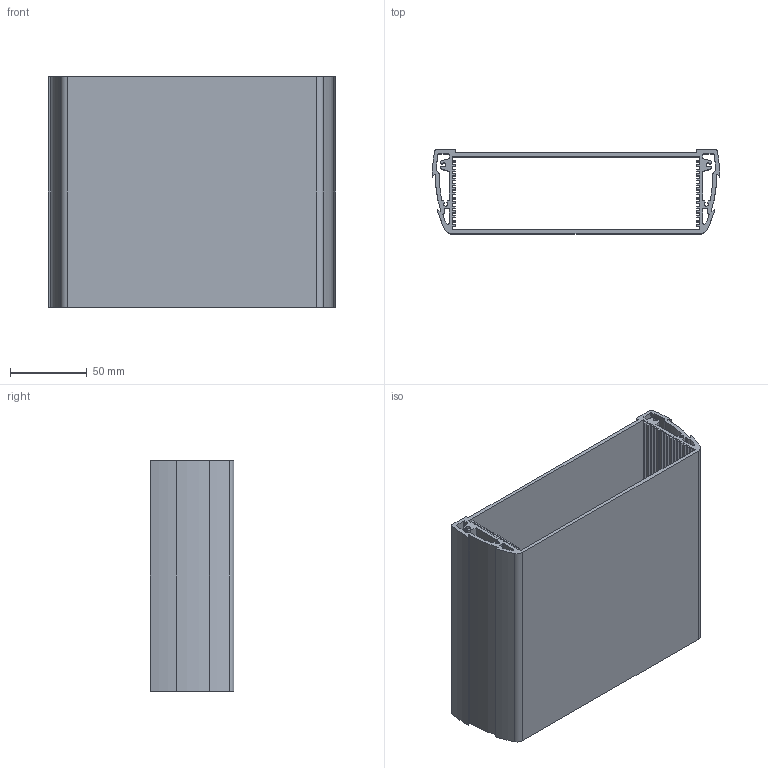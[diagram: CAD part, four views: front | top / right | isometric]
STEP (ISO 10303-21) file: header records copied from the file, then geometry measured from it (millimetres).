
FILE_DESCRIPTION((''),'2;1');
FILE_NAME('ASP 1850-0150.stp','2009-07-24T12:14:13',('kotzmaier'),(''),'Autodesk Inventor 2009','Autodesk Inventor 2009','');
FILE_SCHEMA(('AUTOMOTIVE_DESIGN { 1 0 10303 214 1 1 1 1 }'));
Length unit declared in the file: millimetre
Products named in the file (1): ASP 1850_1009672_3D
Bounding box: 186.99 x 54.6 x 150 mm (x, y, z)
Volume: 228402.7 mm3; surface area: 192165.6 mm2
Topology: 1 solids, 1 shells, 234 faces, 696 edges, 464 vertices
Faces by surface type: plane 158, cylinder 76
Entity records: 7878 total; most frequent: CARTESIAN_POINT 1395, ORIENTED_EDGE 1392, DIRECTION 1318, EDGE_CURVE 696, VECTOR 544, LINE 544, VERTEX_POINT 464, AXIS2_PLACEMENT_3D 387
